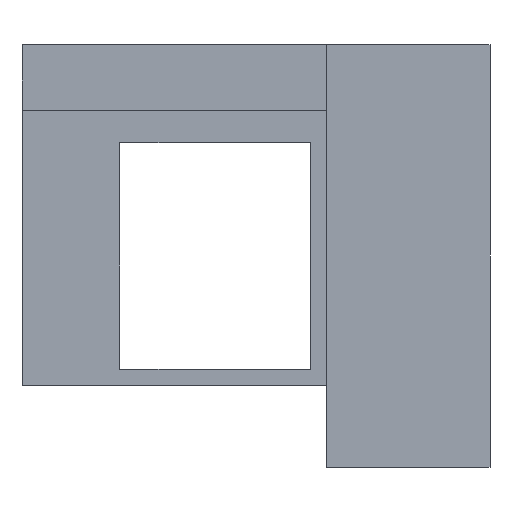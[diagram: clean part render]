
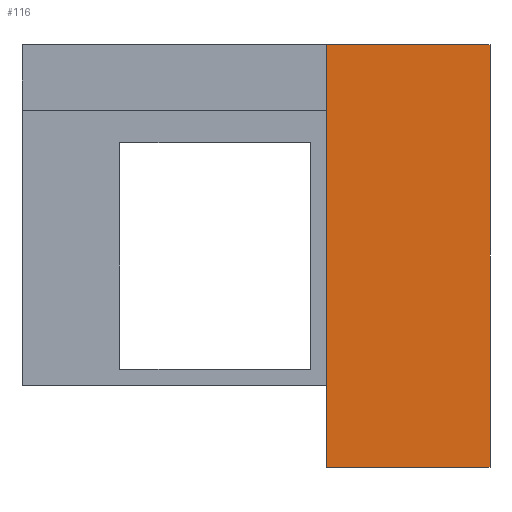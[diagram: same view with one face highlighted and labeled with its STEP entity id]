
A CAD part, top view. The second image highlights one B-rep face of the part: STEP entity #116.
In plain terms, the highlighted planar face has unit normal (0, 0, 1).
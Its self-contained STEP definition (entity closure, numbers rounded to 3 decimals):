
#116=ADVANCED_FACE('',(#327),#329,.T.);
#327=FACE_BOUND('',#328,.T.);
#328=EDGE_LOOP('',(#494,#495,#496,#497,#498,#499));
#329=PLANE('',#330);
#330=AXIS2_PLACEMENT_3D('',#331,#332,#333);
#331=CARTESIAN_POINT('',(33.,-102.,-177.));
#332=DIRECTION('',(0.,0.,1.));
#333=DIRECTION('',(0.,-1.,0.));
#494=ORIENTED_EDGE('',*,*,#588,.T.);
#495=ORIENTED_EDGE('',*,*,#606,.T.);
#496=ORIENTED_EDGE('',*,*,#614,.T.);
#497=ORIENTED_EDGE('',*,*,#615,.F.);
#498=ORIENTED_EDGE('',*,*,#616,.F.);
#499=ORIENTED_EDGE('',*,*,#610,.T.);
#588=EDGE_CURVE('',#648,#657,#658,.T.);
#606=EDGE_CURVE('',#657,#687,#690,.T.);
#610=EDGE_CURVE('',#693,#648,#696,.T.);
#614=EDGE_CURVE('',#687,#702,#703,.T.);
#615=EDGE_CURVE('',#704,#702,#705,.T.);
#616=EDGE_CURVE('',#693,#704,#706,.T.);
#648=VERTEX_POINT('',#752);
#657=VERTEX_POINT('',#771);
#658=LINE('',#772,#773);
#687=VERTEX_POINT('',#835);
#690=LINE('',#840,#841);
#693=VERTEX_POINT('',#847);
#696=LINE('',#854,#855);
#702=VERTEX_POINT('',#868);
#703=LINE('',#869,#870);
#704=VERTEX_POINT('',#872);
#705=LINE('',#873,#874);
#706=LINE('',#876,#877);
#752=CARTESIAN_POINT('',(33.,-107.,-177.));
#771=CARTESIAN_POINT('',(33.,-122.9,-177.));
#772=CARTESIAN_POINT('',(33.,-107.,-177.));
#773=VECTOR('',#774,1.);
#774=DIRECTION('',(0.,-1.,0.));
#835=CARTESIAN_POINT('',(33.,-127.9,-177.));
#840=CARTESIAN_POINT('',(33.,-122.9,-177.));
#841=VECTOR('',#842,1.);
#842=DIRECTION('',(0.,-1.,0.));
#847=CARTESIAN_POINT('',(33.,-102.,-177.));
#854=CARTESIAN_POINT('',(33.,-102.,-177.));
#855=VECTOR('',#856,1.);
#856=DIRECTION('',(0.,-1.,0.));
#868=CARTESIAN_POINT('',(43.,-127.9,-177.));
#869=CARTESIAN_POINT('',(33.,-127.9,-177.));
#870=VECTOR('',#871,1.);
#871=DIRECTION('',(1.,0.,0.));
#872=CARTESIAN_POINT('',(43.,-102.,-177.));
#873=CARTESIAN_POINT('',(43.,-102.,-177.));
#874=VECTOR('',#875,1.);
#875=DIRECTION('',(0.,-1.,0.));
#876=CARTESIAN_POINT('',(33.,-102.,-177.));
#877=VECTOR('',#878,1.);
#878=DIRECTION('',(1.,0.,0.));
